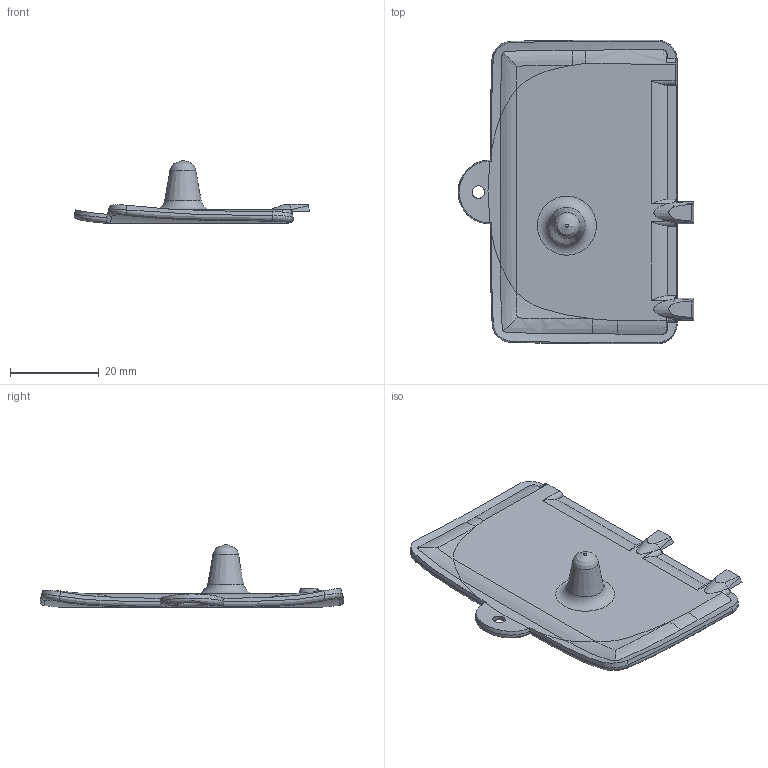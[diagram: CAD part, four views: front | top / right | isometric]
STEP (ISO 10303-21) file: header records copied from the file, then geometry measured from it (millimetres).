
FILE_DESCRIPTION(/* description */ (''),/* implementation_level */ '2;1');
FILE_NAME(/* name */ 'Stylish Belt Synth V4 Battery Door 2.step',/* time_stamp */ '2019-11-03T00:29:54-07:00',/* author */ (''),/* organization */ (''),/* preprocessor_version */ 'ST-DEVELOPER v18',/* originating_system */ 'Autodesk Translation Framework v8.9.1.1155',/* authorisation */ '');
FILE_SCHEMA (('AUTOMOTIVE_DESIGN { 1 0 10303 214 3 1 1 }'));
Length unit declared in the file: millimetre
Products named in the file (1): Stylish Belt Synth V4 Plastic Enclosure
Bounding box: 53.17 x 68.53 x 14 mm (x, y, z)
Volume: 8500.6 mm3; surface area: 6633.2 mm2
Topology: 1 solids, 1 shells, 124 faces, 481 edges, 359 vertices
Faces by surface type: bspline 52, plane 33, cylinder 17, cone 15, torus 7
Entity records: 12498 total; most frequent: CARTESIAN_POINT 9072, ORIENTED_EDGE 958, EDGE_CURVE 479, DIRECTION 386, VERTEX_POINT 359, B_SPLINE_CURVE_WITH_KNOTS 317, AXIS2_PLACEMENT_3D 154, EDGE_LOOP 128
